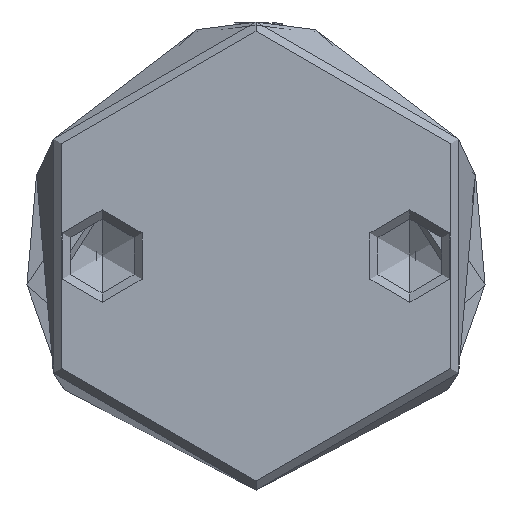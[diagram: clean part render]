
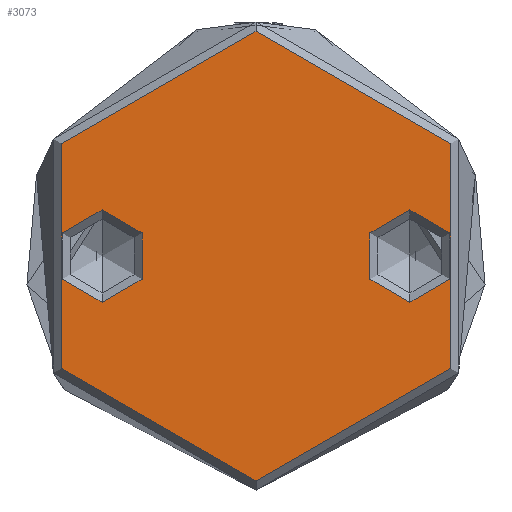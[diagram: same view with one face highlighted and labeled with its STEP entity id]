
A CAD part, front view. The second image highlights one B-rep face of the part: STEP entity #3073.
In plain terms, the highlighted face is planar.
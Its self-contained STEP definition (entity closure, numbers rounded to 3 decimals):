
#60 = DIRECTION ( 'NONE',  ( 0., 0., 1. ) ) ;
#373 = ORIENTED_EDGE ( 'NONE', *, *, #5696, .T. ) ;
#667 = ORIENTED_EDGE ( 'NONE', *, *, #5545, .T. ) ;
#1072 = CARTESIAN_POINT ( 'NONE',  ( 18.25, 0., 0. ) ) ;
#1077 = CARTESIAN_POINT ( 'NONE',  ( 0., 0., 0. ) ) ;
#1437 = ORIENTED_EDGE ( 'NONE', *, *, #5614, .T. ) ;
#1684 = DIRECTION ( 'NONE',  ( 1., 0., 0. ) ) ;
#1693 = FACE_BOUND ( 'NONE', #2188, .T. ) ;
#1753 = AXIS2_PLACEMENT_3D ( 'NONE', #3007, #7240, #3624 ) ;
#1813 = CARTESIAN_POINT ( 'NONE',  ( 0., 12.5, 0. ) ) ;
#2188 = EDGE_LOOP ( 'NONE', ( #5699, #4283 ) ) ;
#2212 = CARTESIAN_POINT ( 'NONE',  ( 0., -12.5, 0. ) ) ;
#2335 = ORIENTED_EDGE ( 'NONE', *, *, #3938, .T. ) ;
#2424 = DIRECTION ( 'NONE',  ( 1., 0., 0. ) ) ;
#2638 = VERTEX_POINT ( 'NONE', #4181 ) ;
#2833 = DIRECTION ( 'NONE',  ( 1., 0., 0. ) ) ;
#2876 = EDGE_LOOP ( 'NONE', ( #373, #1437 ) ) ;
#2888 = DIRECTION ( 'NONE',  ( 0., 0., 1. ) ) ;
#3007 = CARTESIAN_POINT ( 'NONE',  ( 0., -12.5, 0. ) ) ;
#3009 = CIRCLE ( 'NONE', #5239, 18.25 ) ;
#3073 = ADVANCED_FACE ( 'NONE', ( #1693, #3303, #4889 ), #6457, .T. ) ;
#3298 = CIRCLE ( 'NONE', #5799, 18.25 ) ;
#3303 = FACE_OUTER_BOUND ( 'NONE', #2876, .T. ) ;
#3427 = AXIS2_PLACEMENT_3D ( 'NONE', #1813, #6053, #2424 ) ;
#3448 = DIRECTION ( 'NONE',  ( 0., 0., 1. ) ) ;
#3495 = VERTEX_POINT ( 'NONE', #7188 ) ;
#3573 = CARTESIAN_POINT ( 'NONE',  ( -3.75, 12.5, 0. ) ) ;
#3624 = DIRECTION ( 'NONE',  ( 1., 0., 0. ) ) ;
#3700 = CARTESIAN_POINT ( 'NONE',  ( 0., 0., 0. ) ) ;
#3938 = EDGE_CURVE ( 'NONE', #7307, #3495, #6593, .T. ) ;
#3979 = CIRCLE ( 'NONE', #5132, 3.75 ) ;
#4098 = VERTEX_POINT ( 'NONE', #4160 ) ;
#4160 = CARTESIAN_POINT ( 'NONE',  ( -18.25, 0., 0. ) ) ;
#4181 = CARTESIAN_POINT ( 'NONE',  ( 3.75, 12.5, 0. ) ) ;
#4283 = ORIENTED_EDGE ( 'NONE', *, *, #4994, .F. ) ;
#4297 = DIRECTION ( 'NONE',  ( 1., 0., 0. ) ) ;
#4570 = AXIS2_PLACEMENT_3D ( 'NONE', #7069, #3448, #7679 ) ;
#4889 = FACE_BOUND ( 'NONE', #7725, .T. ) ;
#4994 = EDGE_CURVE ( 'NONE', #5521, #2638, #5195, .T. ) ;
#5132 = AXIS2_PLACEMENT_3D ( 'NONE', #6497, #2888, #7112 ) ;
#5195 = CIRCLE ( 'NONE', #3427, 3.75 ) ;
#5239 = AXIS2_PLACEMENT_3D ( 'NONE', #1077, #5296, #1684 ) ;
#5296 = DIRECTION ( 'NONE',  ( 0., 0., 1. ) ) ;
#5451 = EDGE_CURVE ( 'NONE', #2638, #5521, #3979, .T. ) ;
#5521 = VERTEX_POINT ( 'NONE', #3573 ) ;
#5545 = EDGE_CURVE ( 'NONE', #3495, #7307, #7649, .T. ) ;
#5614 = EDGE_CURVE ( 'NONE', #7457, #4098, #3298, .T. ) ;
#5696 = EDGE_CURVE ( 'NONE', #4098, #7457, #3009, .T. ) ;
#5699 = ORIENTED_EDGE ( 'NONE', *, *, #5451, .F. ) ;
#5799 = AXIS2_PLACEMENT_3D ( 'NONE', #3700, #60, #4297 ) ;
#6053 = DIRECTION ( 'NONE',  ( 0., 0., 1. ) ) ;
#6447 = DIRECTION ( 'NONE',  ( 0., 0., -1. ) ) ;
#6457 = PLANE ( 'NONE',  #4570 ) ;
#6497 = CARTESIAN_POINT ( 'NONE',  ( 0., 12.5, 0. ) ) ;
#6593 = CIRCLE ( 'NONE', #7720, 3.75 ) ;
#6827 = CARTESIAN_POINT ( 'NONE',  ( 3.75, -12.5, 0. ) ) ;
#7069 = CARTESIAN_POINT ( 'NONE',  ( 0., 0., 0. ) ) ;
#7112 = DIRECTION ( 'NONE',  ( 1., 0., 0. ) ) ;
#7188 = CARTESIAN_POINT ( 'NONE',  ( -3.75, -12.5, 0. ) ) ;
#7240 = DIRECTION ( 'NONE',  ( 0., 0., -1. ) ) ;
#7307 = VERTEX_POINT ( 'NONE', #6827 ) ;
#7457 = VERTEX_POINT ( 'NONE', #1072 ) ;
#7649 = CIRCLE ( 'NONE', #1753, 3.75 ) ;
#7679 = DIRECTION ( 'NONE',  ( 1., 0., 0. ) ) ;
#7720 = AXIS2_PLACEMENT_3D ( 'NONE', #2212, #6447, #2833 ) ;
#7725 = EDGE_LOOP ( 'NONE', ( #2335, #667 ) ) ;
